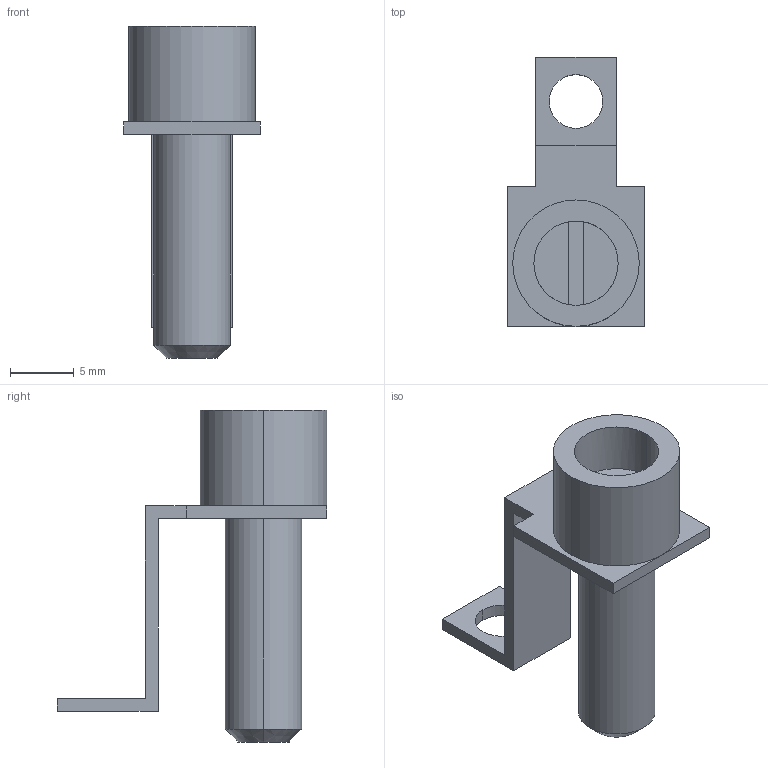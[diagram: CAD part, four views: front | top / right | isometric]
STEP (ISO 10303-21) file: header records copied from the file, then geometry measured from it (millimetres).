
FILE_DESCRIPTION(('Creo Elements/Direct Modeling STEP Export'),'2;1');
FILE_NAME('model.stp','2020-03-04T 0:16:00',(''),(''),'Creo Elements/Direct Modeling STEP processor for AP214 (Solid Model)','Creo Elements/Direct Modeling 20.1A 29-Sep-2018 (C) Parametric Technology GmbH','');
FILE_SCHEMA(('AUTOMOTIVE_DESIGN { 1 0 10303 214 1 1 1 1 }'));
Length unit declared in the file: millimetre
Products named in the file (2): STL-3510-SELECT
Assembly tree (1 placements, depth 2):
  STL-3510-SELECT
    STL-3510-SELECT
Bounding box: 10.7 x 21.1 x 26 mm (x, y, z)
Volume: 1177.7 mm3; surface area: 1289 mm2
Topology: 1 solids, 1 shells, 31 faces, 79 edges, 52 vertices
Faces by surface type: plane 21, cylinder 8, cone 2
Entity records: 1159 total; most frequent: ORIENTED_EDGE 158, CARTESIAN_POINT 148, DIRECTION 138, EDGE_CURVE 79, VECTOR 54, LINE 54, VERTEX_POINT 52, AXIS2_PLACEMENT_3D 42
